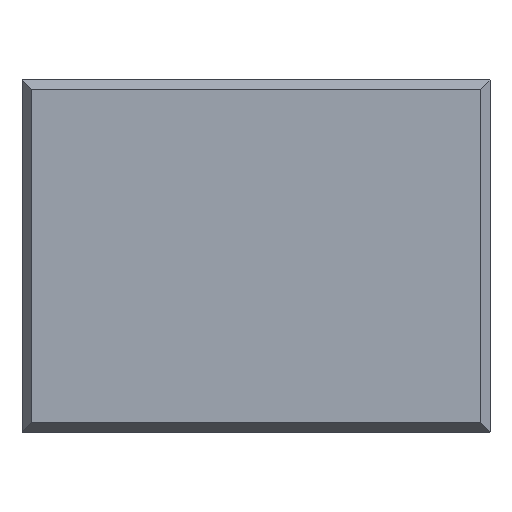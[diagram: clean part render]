
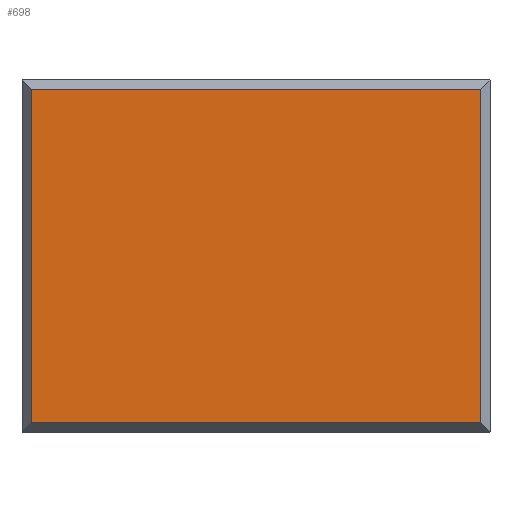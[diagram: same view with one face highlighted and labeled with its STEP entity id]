
A CAD part, top view. The second image highlights one B-rep face of the part: STEP entity #698.
In plain terms, the highlighted planar face has unit normal (0, 0, 1).
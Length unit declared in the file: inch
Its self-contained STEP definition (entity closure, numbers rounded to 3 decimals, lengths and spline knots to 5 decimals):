
#2 = CARTESIAN_POINT ( 'NONE',  ( -0.58, -0.23, 0. ) ) ;
#41 = CARTESIAN_POINT ( 'NONE',  ( 0.305, -0.43, 0. ) ) ;
#76 = CARTESIAN_POINT ( 'NONE',  ( 0.58, 0.43, 0. ) ) ;
#100 = CARTESIAN_POINT ( 'NONE',  ( -0.58, -0.43, 0. ) ) ;
#112 = AXIS2_PLACEMENT_3D ( 'NONE', #1038, #1128, #662 ) ;
#118 = ORIENTED_EDGE ( 'NONE', *, *, #605, .F. ) ;
#185 = VECTOR ( 'NONE', #744, 39.37008 ) ;
#210 = VECTOR ( 'NONE', #648, 39.37008 ) ;
#287 = ORIENTED_EDGE ( 'NONE', *, *, #1114, .F. ) ;
#301 = VERTEX_POINT ( 'NONE', #615 ) ;
#311 = LINE ( 'NONE', #41, #401 ) ;
#330 = ORIENTED_EDGE ( 'NONE', *, *, #632, .F. ) ;
#401 = VECTOR ( 'NONE', #765, 39.37008 ) ;
#455 = LINE ( 'NONE', #2, #210 ) ;
#486 = VERTEX_POINT ( 'NONE', #76 ) ;
#554 = LINE ( 'NONE', #676, #185 ) ;
#588 = FACE_OUTER_BOUND ( 'NONE', #920, .T. ) ;
#605 = EDGE_CURVE ( 'NONE', #1053, #1103, #311, .T. ) ;
#614 = VECTOR ( 'NONE', #770, 39.37008 ) ;
#615 = CARTESIAN_POINT ( 'NONE',  ( -0.58, 0.43, 0. ) ) ;
#632 = EDGE_CURVE ( 'NONE', #301, #486, #554, .T. ) ;
#648 = DIRECTION ( 'NONE',  ( 0., 1., 0. ) ) ;
#649 = EDGE_CURVE ( 'NONE', #486, #1053, #668, .T. ) ;
#662 = DIRECTION ( 'NONE',  ( 1., 0., 0. ) ) ;
#668 = LINE ( 'NONE', #850, #614 ) ;
#676 = CARTESIAN_POINT ( 'NONE',  ( 0.305, 0.43, 0. ) ) ;
#698 = ADVANCED_FACE ( 'NONE', ( #588 ), #754, .T. ) ;
#744 = DIRECTION ( 'NONE',  ( 1., 0., 0. ) ) ;
#754 = PLANE ( 'NONE',  #112 ) ;
#765 = DIRECTION ( 'NONE',  ( -1., 0., 0. ) ) ;
#770 = DIRECTION ( 'NONE',  ( 0., -1., 0. ) ) ;
#850 = CARTESIAN_POINT ( 'NONE',  ( 0.58, -0.23, 0. ) ) ;
#920 = EDGE_LOOP ( 'NONE', ( #118, #926, #330, #287 ) ) ;
#925 = CARTESIAN_POINT ( 'NONE',  ( 0.58, -0.43, 0. ) ) ;
#926 = ORIENTED_EDGE ( 'NONE', *, *, #649, .F. ) ;
#1038 = CARTESIAN_POINT ( 'NONE',  ( 0.61, -0.46, 0. ) ) ;
#1053 = VERTEX_POINT ( 'NONE', #925 ) ;
#1103 = VERTEX_POINT ( 'NONE', #100 ) ;
#1114 = EDGE_CURVE ( 'NONE', #1103, #301, #455, .T. ) ;
#1128 = DIRECTION ( 'NONE',  ( 0., 0., 1. ) ) ;
